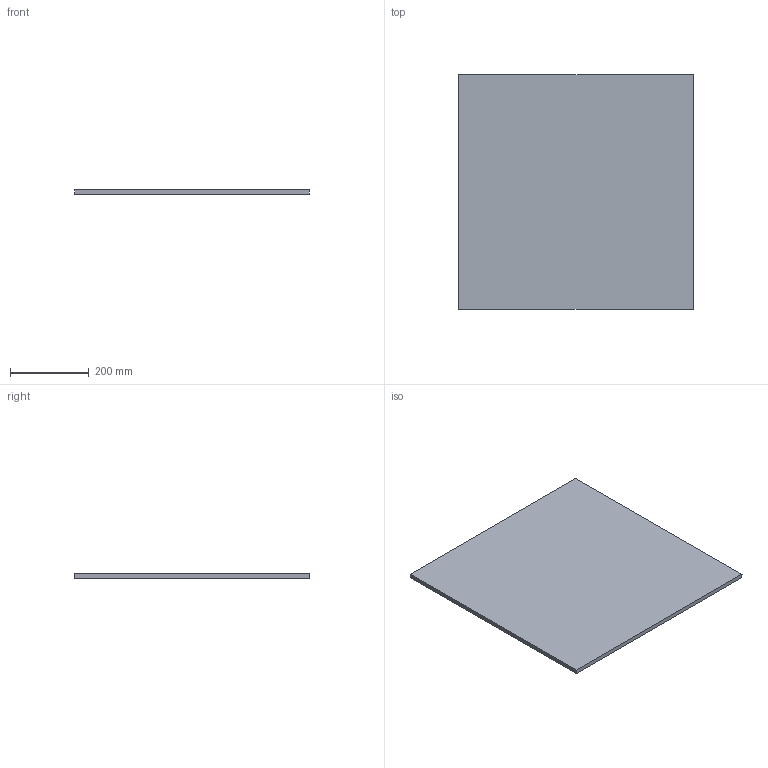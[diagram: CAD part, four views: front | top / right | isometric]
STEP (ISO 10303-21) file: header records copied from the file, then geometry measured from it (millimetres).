
FILE_DESCRIPTION (( 'STEP AP214' ), '1' );
FILE_NAME ('1-1.STEP', '2018-06-29T05:26:09', ( '' ), ( '' ), 'SwSTEP 2.0', 'SolidWorks 2013', '' );
FILE_SCHEMA (( 'AUTOMOTIVE_DESIGN' ));
Length unit declared in the file: millimetre
Products named in the file (1): 1-1
Bounding box: 596 x 596 x 11 mm (x, y, z)
Surface area: 1064298.3 mm2 (no closed solid volume)
Topology: 0 solids, 12 shells, 28 faces, 106 edges, 84 vertices
Faces by surface type: plane 28
Entity records: 1406 total; most frequent: CARTESIAN_POINT 219, DIRECTION 164, ORIENTED_EDGE 128, EDGE_CURVE 106, VECTOR 106, LINE 106, VERTEX_POINT 84, EDGE_LOOP 31
